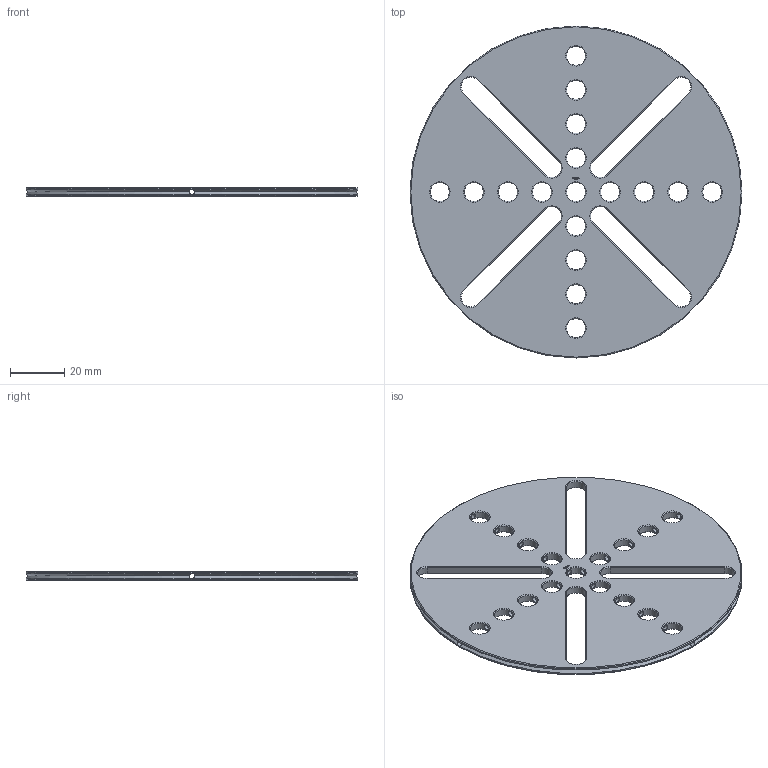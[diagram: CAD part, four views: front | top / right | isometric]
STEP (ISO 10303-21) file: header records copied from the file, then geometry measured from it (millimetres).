
FILE_DESCRIPTION(('FreeCAD Model'),'2;1');
FILE_NAME('Open CASCADE Shape Model','2023-11-14T17:18:13',(''),(''), 'Open CASCADE STEP processor 7.6','FreeCAD','Unknown');
FILE_SCHEMA(('AUTOMOTIVE_DESIGN { 1 0 10303 214 1 1 1 1 }'));
Products named in the file (1): Washer FRE OCT BU09.75x00.25 - SPN-WSR-0073 (stemfie.org)
Bounding box: 121.88 x 121.88 x 3.12 mm (x, y, z)
Volume: 29473 mm3; surface area: 23623.9 mm2
Topology: 1 solids, 1 shells, 617 faces, 1747 edges, 1142 vertices
Faces by surface type: plane 336, extrusion 174, cone 60, cylinder 47
Full cylindrical faces by diameter (mm): 2 x20, 7 x17, 121.875 x2
Entity records: 49072 total; most frequent: CARTESIAN_POINT 15722, DIRECTION 5374, VECTOR 4251, LINE 4077, ORIENTED_EDGE 3494, PCURVE 3494, DEFINITIONAL_REPRESENTATION 3494, EDGE_CURVE 1747
